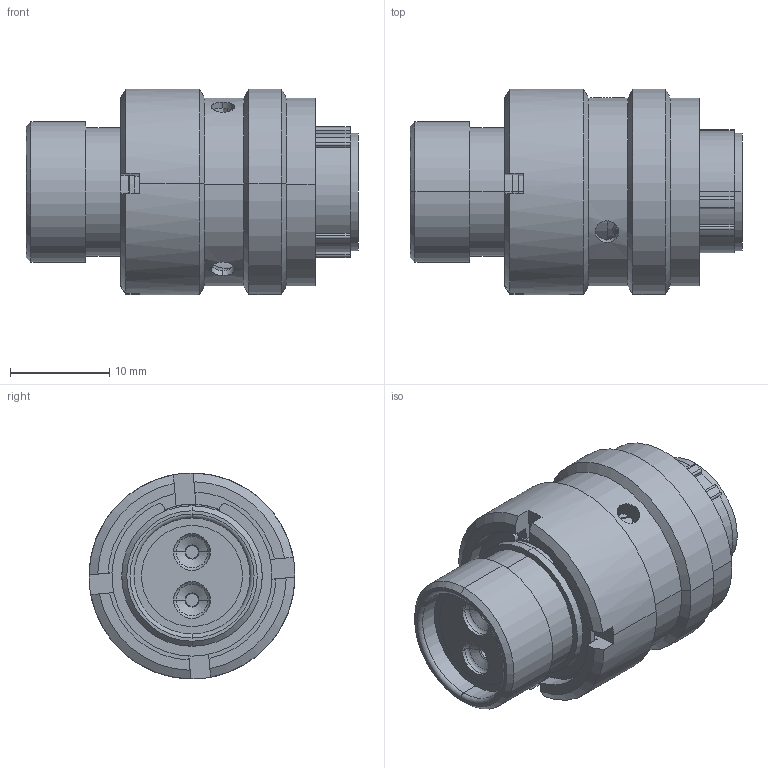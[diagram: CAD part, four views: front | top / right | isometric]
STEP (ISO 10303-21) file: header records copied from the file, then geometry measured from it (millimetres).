
FILE_DESCRIPTION (( 'STEP AP214' ), '1' );
FILE_NAME ('AS610-02PB.STEP', '2020-01-29T16:00:51', ( 'TE Connectivity' ), ( 'TE Connectivity' ), 'SwSTEP 2.0', 'SolidWorks 2016', '' );
FILE_SCHEMA (( 'AUTOMOTIVE_DESIGN' ));
Length unit declared in the file: millimetre
Products named in the file (1): AS610-02PB
Bounding box: 33.37 x 20.7 x 20.7 mm (x, y, z)
Volume: 4911.5 mm3; surface area: 8726.3 mm2
Topology: 14 solids, 14 shells, 592 faces, 1510 edges, 959 vertices
Faces by surface type: cylinder 230, plane 222, torus 70, cone 58, bspline 12
Entity records: 27943 total; most frequent: CARTESIAN_POINT 7790, ORIENTED_EDGE 3020, DIRECTION 2553, EDGE_CURVE 1510, AXIS2_PLACEMENT_3D 1061, VERTEX_POINT 959, EDGE_LOOP 639, UNCERTAINTY_MEASURE_WITH_UNIT 608
